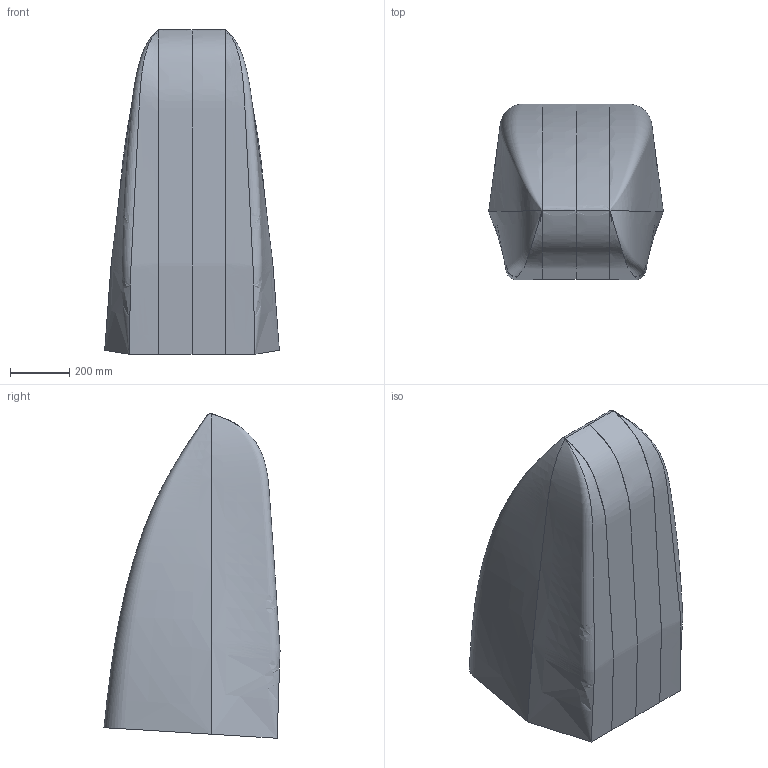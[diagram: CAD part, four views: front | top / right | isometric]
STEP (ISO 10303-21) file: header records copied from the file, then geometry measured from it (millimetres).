
FILE_DESCRIPTION (( 'STEP AP214' ), '1' );
FILE_NAME ('Nosecone_Design_1_Mold.STEP', '2024-08-20T00:36:23', ( '' ), ( '' ), 'SwSTEP 2.0', 'SolidWorks 2024', '' );
FILE_SCHEMA (( 'AUTOMOTIVE_DESIGN' ));
Length unit declared in the file: inch
Products named in the file (1): Nosecone_Design_1_Mold
Bounding box: 588.13 x 592.98 x 1092.89 mm (x, y, z)
Volume: 226834548.5 mm3; surface area: 6100065.1 mm2
Topology: 8 solids, 8 shells, 38 faces, 96 edges, 68 vertices
Faces by surface type: plane 28, bspline 10
Entity records: 8765 total; most frequent: CARTESIAN_POINT 7908, ORIENTED_EDGE 180, EDGE_CURVE 90, DIRECTION 86, VERTEX_POINT 68, B_SPLINE_CURVE_WITH_KNOTS 64, ADVANCED_FACE 38, EDGE_LOOP 38
